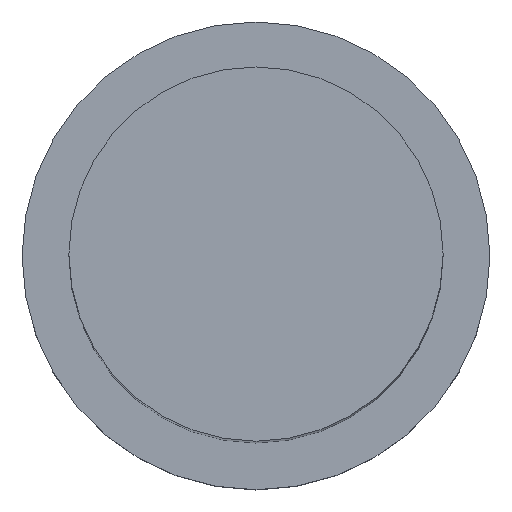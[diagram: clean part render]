
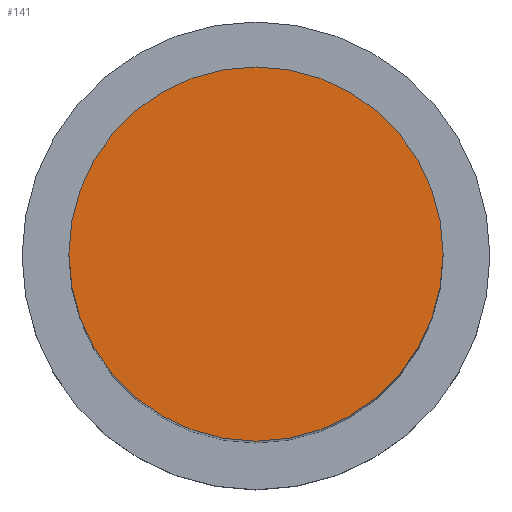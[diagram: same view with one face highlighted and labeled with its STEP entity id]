
A CAD part, top view. The second image highlights one B-rep face of the part: STEP entity #141.
In plain terms, the highlighted planar face has unit normal (0, 0, 1).
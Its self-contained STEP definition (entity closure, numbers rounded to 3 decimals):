
#17 = AXIS2_PLACEMENT_3D ( 'NONE', #151, #229, #209 ) ;
#31 = CARTESIAN_POINT ( 'NONE',  ( 16., 0., 100. ) ) ;
#37 = ORIENTED_EDGE ( 'NONE', *, *, #232, .T. ) ;
#68 = CARTESIAN_POINT ( 'NONE',  ( 0., 0., 100. ) ) ;
#71 = DIRECTION ( 'NONE',  ( 0., 0., 1. ) ) ;
#72 = FACE_OUTER_BOUND ( 'NONE', #220, .T. ) ;
#82 = VERTEX_POINT ( 'NONE', #183 ) ;
#83 = CIRCLE ( 'NONE', #224, 16. ) ;
#111 = PLANE ( 'NONE',  #17 ) ;
#117 = DIRECTION ( 'NONE',  ( 1., 0., 0. ) ) ;
#125 = CIRCLE ( 'NONE', #136, 16. ) ;
#135 = DIRECTION ( 'NONE',  ( 0., 0., 1. ) ) ;
#136 = AXIS2_PLACEMENT_3D ( 'NONE', #249, #71, #228 ) ;
#141 = ADVANCED_FACE ( 'NONE', ( #72 ), #111, .T. ) ;
#148 = VERTEX_POINT ( 'NONE', #31 ) ;
#151 = CARTESIAN_POINT ( 'NONE',  ( 0., 0., 100. ) ) ;
#171 = ORIENTED_EDGE ( 'NONE', *, *, #199, .T. ) ;
#183 = CARTESIAN_POINT ( 'NONE',  ( -16., 0., 100. ) ) ;
#199 = EDGE_CURVE ( 'NONE', #148, #82, #83, .T. ) ;
#209 = DIRECTION ( 'NONE',  ( 1., 0., 0. ) ) ;
#220 = EDGE_LOOP ( 'NONE', ( #37, #171 ) ) ;
#224 = AXIS2_PLACEMENT_3D ( 'NONE', #68, #135, #117 ) ;
#228 = DIRECTION ( 'NONE',  ( 1., 0., 0. ) ) ;
#229 = DIRECTION ( 'NONE',  ( 0., 0., 1. ) ) ;
#232 = EDGE_CURVE ( 'NONE', #82, #148, #125, .T. ) ;
#249 = CARTESIAN_POINT ( 'NONE',  ( 0., 0., 100. ) ) ;
